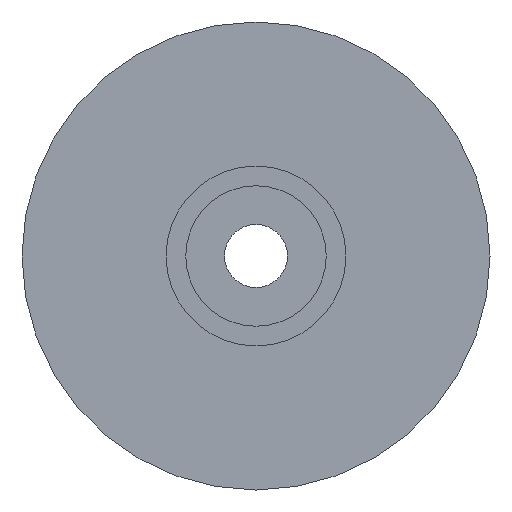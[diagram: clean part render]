
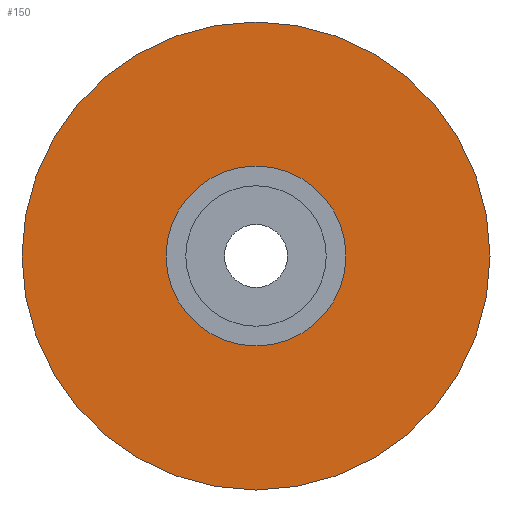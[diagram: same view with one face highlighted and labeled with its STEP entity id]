
A CAD part, left-side view. The second image highlights one B-rep face of the part: STEP entity #150.
In plain terms, the highlighted face is planar.
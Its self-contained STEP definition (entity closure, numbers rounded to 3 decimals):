
#26=FACE_BOUND('',#58,.T.);
#30=PLANE('',#186);
#44=FACE_OUTER_BOUND('',#57,.T.);
#57=EDGE_LOOP('',(#137));
#58=EDGE_LOOP('',(#138));
#76=CIRCLE('',#176,13.);
#78=CIRCLE('',#180,5.);
#86=VERTEX_POINT('',#265);
#88=VERTEX_POINT('',#272);
#99=EDGE_CURVE('',#86,#86,#76,.T.);
#103=EDGE_CURVE('',#88,#88,#78,.T.);
#137=ORIENTED_EDGE('',*,*,#99,.T.);
#138=ORIENTED_EDGE('',*,*,#103,.T.);
#150=ADVANCED_FACE('',(#44,#26),#30,.T.);
#176=AXIS2_PLACEMENT_3D('',#266,#216,#217);
#180=AXIS2_PLACEMENT_3D('',#274,#226,#227);
#186=AXIS2_PLACEMENT_3D('',#283,#239,#240);
#216=DIRECTION('center_axis',(0.,0.,1.));
#217=DIRECTION('ref_axis',(1.,0.,0.));
#226=DIRECTION('center_axis',(0.,0.,-1.));
#227=DIRECTION('ref_axis',(1.,0.,0.));
#239=DIRECTION('center_axis',(0.,0.,1.));
#240=DIRECTION('ref_axis',(1.,0.,0.));
#265=CARTESIAN_POINT('',(62.,125.,4.));
#266=CARTESIAN_POINT('Origin',(75.,125.,4.));
#272=CARTESIAN_POINT('',(70.,125.,4.));
#274=CARTESIAN_POINT('Origin',(75.,125.,4.));
#283=CARTESIAN_POINT('Origin',(75.,125.,4.));
